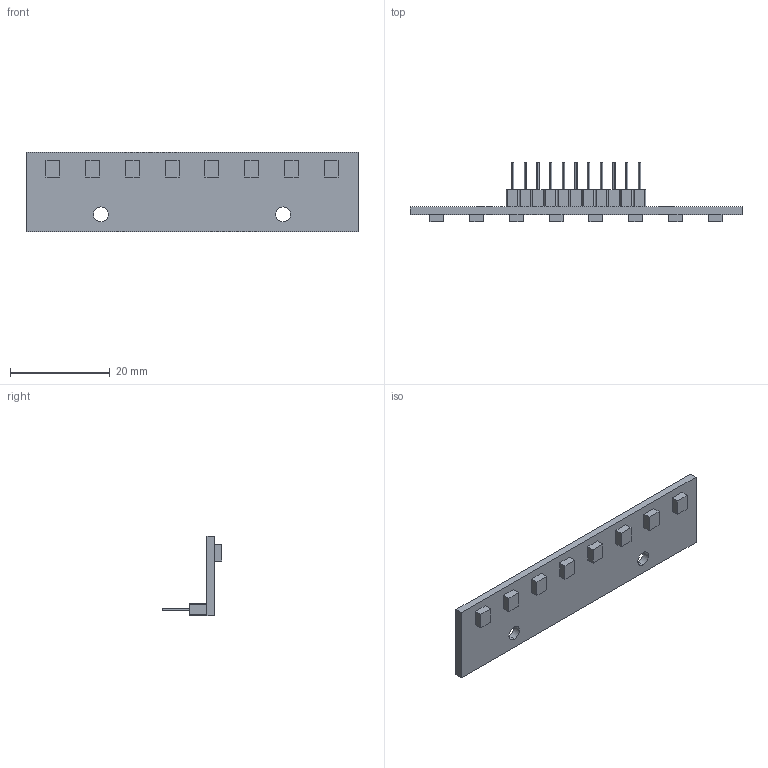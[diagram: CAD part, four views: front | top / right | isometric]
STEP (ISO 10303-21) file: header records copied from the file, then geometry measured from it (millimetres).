
FILE_DESCRIPTION (( 'STEP AP214' ), '1' );
FILE_NAME ('Qtr-8 IR Array.STEP', '2024-02-06T18:52:47', ( '' ), ( '' ), 'SwSTEP 2.0', 'SolidWorks 2023', '' );
FILE_SCHEMA (( 'AUTOMOTIVE_DESIGN' ));
Length unit declared in the file: millimetre
Products named in the file (1): Qtr-8 IR Array
Bounding box: 66.5 x 12 x 16 mm (x, y, z)
Volume: 1943.9 mm3; surface area: 3141.7 mm2
Topology: 21 solids, 21 shells, 172 faces, 390 edges, 260 vertices
Faces by surface type: plane 102, cylinder 70
Entity records: 5065 total; most frequent: DIRECTION 876, CARTESIAN_POINT 823, ORIENTED_EDGE 780, EDGE_CURVE 390, AXIS2_PLACEMENT_3D 313, VERTEX_POINT 260, LINE 250, VECTOR 250
